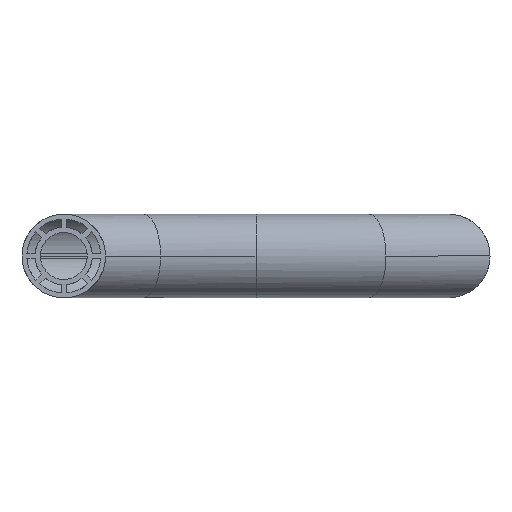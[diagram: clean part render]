
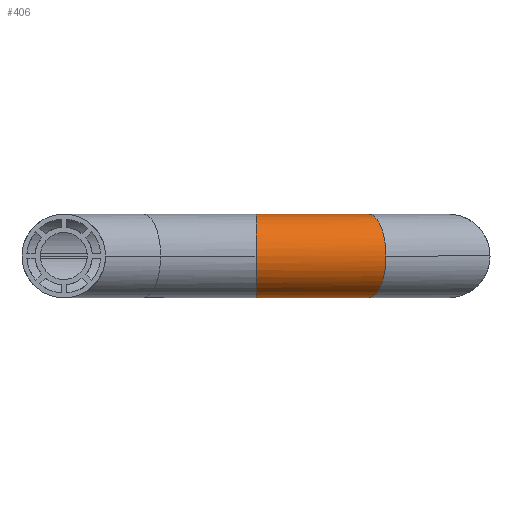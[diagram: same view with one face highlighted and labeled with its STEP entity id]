
A CAD part, left-side view. The second image highlights one B-rep face of the part: STEP entity #406.
In plain terms, the highlighted cylindrical face has radius 80.01 mm (diameter 160.02 mm), a partial arc.
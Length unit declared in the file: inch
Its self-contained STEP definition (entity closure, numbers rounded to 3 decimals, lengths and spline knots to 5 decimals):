
#218 = CARTESIAN_POINT ( 'NONE',  ( 14.5, -14.5, 0. ) ) ;
#247 = CARTESIAN_POINT ( 'NONE',  ( 11.35, -24.30477, -1.84523 ) ) ;
#282 = VERTEX_POINT ( 'NONE', #924 ) ;
#372 = EDGE_CURVE ( 'NONE', #1984, #419, #3612, .T. ) ;
#406 = ADVANCED_FACE ( 'NONE', ( #3285 ), #1047, .T. ) ;
#418 = AXIS2_PLACEMENT_3D ( 'NONE', #218, #4036, #3995 ) ;
#419 = VERTEX_POINT ( 'NONE', #2202 ) ;
#509 = CARTESIAN_POINT ( 'NONE',  ( 14.5, -23., -3.15 ) ) ;
#529 = CARTESIAN_POINT ( 'NONE',  ( 12.65477, -23.76432, -3.15 ) ) ;
#565 = EDGE_CURVE ( 'NONE', #1945, #282, #2056, .T. ) ;
#712 = EDGE_LOOP ( 'NONE', ( #2593, #1162, #3885, #2227, #2816 ) ) ;
#924 = CARTESIAN_POINT ( 'NONE',  ( 14.5, -23., -3.15 ) ) ;
#972 = CARTESIAN_POINT ( 'NONE',  ( 12.65477, -23.76432, 3.15 ) ) ;
#976 = CARTESIAN_POINT ( 'NONE',  ( 14.5, -31.90955, 3.15 ) ) ;
#987 = LINE ( 'NONE', #976, #1564 ) ;
#989 = CARTESIAN_POINT ( 'NONE',  ( 11.35, -24.30477, 0. ) ) ;
#1044 = DIRECTION ( 'NONE',  ( 0., 1., 0. ) ) ;
#1047 = CYLINDRICAL_SURFACE ( 'NONE', #1347, 3.15 ) ;
#1162 = ORIENTED_EDGE ( 'NONE', *, *, #565, .F. ) ;
#1347 = AXIS2_PLACEMENT_3D ( 'NONE', #2798, #4021, #3983 ) ;
#1391 = CARTESIAN_POINT ( 'NONE',  ( 14.5, -31.90955, -3.15 ) ) ;
#1445 = VECTOR ( 'NONE', #2760, 39.37008 ) ;
#1541 = LINE ( 'NONE', #1391, #1445 ) ;
#1564 = VECTOR ( 'NONE', #1044, 39.37008 ) ;
#1945 = VERTEX_POINT ( 'NONE', #989 ) ;
#1971 = EDGE_CURVE ( 'NONE', #3482, #1945, #2899, .T. ) ;
#1983 = CARTESIAN_POINT ( 'NONE',  ( 11.35, -24.30477, 1.84523 ) ) ;
#1984 = VERTEX_POINT ( 'NONE', #2933 ) ;
#2056 =( BOUNDED_CURVE ( )  B_SPLINE_CURVE ( 3, ( #3234, #247, #529, #509 ),
 .UNSPECIFIED., .F., .F. ) 
 B_SPLINE_CURVE_WITH_KNOTS ( ( 4, 4 ),
 ( 3.14159, 4.71239 ),
 .UNSPECIFIED. ) 
 CURVE ( )  GEOMETRIC_REPRESENTATION_ITEM ( )  RATIONAL_B_SPLINE_CURVE ( ( 1., 0.805, 0.805, 1. ) ) 
 REPRESENTATION_ITEM ( '' )  );
#2148 = EDGE_CURVE ( 'NONE', #3482, #1984, #987, .T. ) ;
#2202 = CARTESIAN_POINT ( 'NONE',  ( 14.5, -14.5, -3.15 ) ) ;
#2227 = ORIENTED_EDGE ( 'NONE', *, *, #2148, .T. ) ;
#2429 = EDGE_CURVE ( 'NONE', #282, #419, #1541, .T. ) ;
#2587 = CARTESIAN_POINT ( 'NONE',  ( 11.35, -24.30477, 0. ) ) ;
#2593 = ORIENTED_EDGE ( 'NONE', *, *, #2429, .F. ) ;
#2760 = DIRECTION ( 'NONE',  ( 0., 1., 0. ) ) ;
#2798 = CARTESIAN_POINT ( 'NONE',  ( 14.5, -31.90955, 0. ) ) ;
#2816 = ORIENTED_EDGE ( 'NONE', *, *, #372, .T. ) ;
#2841 = CARTESIAN_POINT ( 'NONE',  ( 14.5, -23., 3.15 ) ) ;
#2899 =( BOUNDED_CURVE ( )  B_SPLINE_CURVE ( 3, ( #4123, #972, #1983, #2587 ),
 .UNSPECIFIED., .F., .F. ) 
 B_SPLINE_CURVE_WITH_KNOTS ( ( 4, 4 ),
 ( 1.5708, 3.14159 ),
 .UNSPECIFIED. ) 
 CURVE ( )  GEOMETRIC_REPRESENTATION_ITEM ( )  RATIONAL_B_SPLINE_CURVE ( ( 1., 0.805, 0.805, 1. ) ) 
 REPRESENTATION_ITEM ( '' )  );
#2933 = CARTESIAN_POINT ( 'NONE',  ( 14.5, -14.5, 3.15 ) ) ;
#3234 = CARTESIAN_POINT ( 'NONE',  ( 11.35, -24.30477, 0. ) ) ;
#3285 = FACE_OUTER_BOUND ( 'NONE', #712, .T. ) ;
#3482 = VERTEX_POINT ( 'NONE', #2841 ) ;
#3612 = CIRCLE ( 'NONE', #418, 3.15 ) ;
#3885 = ORIENTED_EDGE ( 'NONE', *, *, #1971, .F. ) ;
#3983 = DIRECTION ( 'NONE',  ( 0., 0., 1. ) ) ;
#3995 = DIRECTION ( 'NONE',  ( 0., 0., -1. ) ) ;
#4021 = DIRECTION ( 'NONE',  ( 0., 1., 0. ) ) ;
#4036 = DIRECTION ( 'NONE',  ( 0., -1., 0. ) ) ;
#4123 = CARTESIAN_POINT ( 'NONE',  ( 14.5, -23., 3.15 ) ) ;
